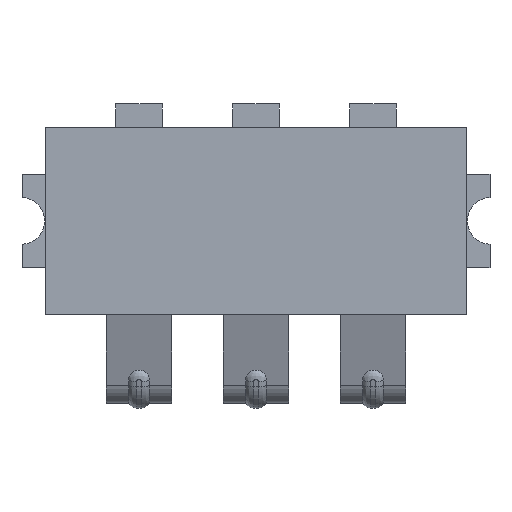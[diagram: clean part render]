
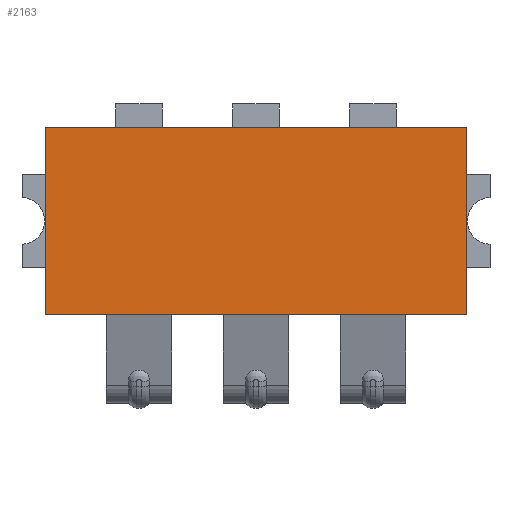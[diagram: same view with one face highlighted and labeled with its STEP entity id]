
A CAD part, front view. The second image highlights one B-rep face of the part: STEP entity #2163.
In plain terms, the highlighted planar face has unit normal (0, -1, 0).
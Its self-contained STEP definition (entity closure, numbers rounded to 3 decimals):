
#241 = CARTESIAN_POINT ( 'NONE',  ( 2.5, -3.8, 2. ) ) ;
#273 = VECTOR ( 'NONE', #2904, 1000. ) ;
#370 = ORIENTED_EDGE ( 'NONE', *, *, #3081, .F. ) ;
#686 = DIRECTION ( 'NONE',  ( 0., 0., 1. ) ) ;
#913 = CARTESIAN_POINT ( 'NONE',  ( 2.5, -3.8, 4. ) ) ;
#1204 = LINE ( 'NONE', #2286, #2634 ) ;
#1250 = VERTEX_POINT ( 'NONE', #2894 ) ;
#1704 = CARTESIAN_POINT ( 'NONE',  ( 2.5, -3.8, 0. ) ) ;
#1817 = ORIENTED_EDGE ( 'NONE', *, *, #4901, .F. ) ;
#1864 = DIRECTION ( 'NONE',  ( 0., 1., 0. ) ) ;
#1865 = LINE ( 'NONE', #2448, #6436 ) ;
#1956 = LINE ( 'NONE', #913, #4693 ) ;
#1992 = AXIS2_PLACEMENT_3D ( 'NONE', #241, #1864, #686 ) ;
#2024 = EDGE_LOOP ( 'NONE', ( #370, #4706, #1817, #2944 ) ) ;
#2163 = ADVANCED_FACE ( 'NONE', ( #2933 ), #4039, .F. ) ;
#2177 = VERTEX_POINT ( 'NONE', #3974 ) ;
#2286 = CARTESIAN_POINT ( 'NONE',  ( 7., -3.8, 2. ) ) ;
#2328 = VERTEX_POINT ( 'NONE', #7095 ) ;
#2448 = CARTESIAN_POINT ( 'NONE',  ( -2., -3.8, 2. ) ) ;
#2634 = VECTOR ( 'NONE', #3955, 1000. ) ;
#2894 = CARTESIAN_POINT ( 'NONE',  ( -2., -3.8, 4. ) ) ;
#2904 = DIRECTION ( 'NONE',  ( -1., 0., 0. ) ) ;
#2933 = FACE_OUTER_BOUND ( 'NONE', #2024, .T. ) ;
#2944 = ORIENTED_EDGE ( 'NONE', *, *, #4588, .F. ) ;
#3081 = EDGE_CURVE ( 'NONE', #5072, #2328, #5555, .T. ) ;
#3607 = DIRECTION ( 'NONE',  ( 0., 0., 1. ) ) ;
#3809 = CARTESIAN_POINT ( 'NONE',  ( 7., -3.8, 0. ) ) ;
#3955 = DIRECTION ( 'NONE',  ( 0., 0., -1. ) ) ;
#3974 = CARTESIAN_POINT ( 'NONE',  ( 7., -3.8, 4. ) ) ;
#4039 = PLANE ( 'NONE',  #1992 ) ;
#4588 = EDGE_CURVE ( 'NONE', #2328, #1250, #1865, .T. ) ;
#4693 = VECTOR ( 'NONE', #6399, 1000. ) ;
#4706 = ORIENTED_EDGE ( 'NONE', *, *, #7141, .F. ) ;
#4901 = EDGE_CURVE ( 'NONE', #1250, #2177, #1956, .T. ) ;
#5072 = VERTEX_POINT ( 'NONE', #3809 ) ;
#5555 = LINE ( 'NONE', #1704, #273 ) ;
#6399 = DIRECTION ( 'NONE',  ( 1., 0., 0. ) ) ;
#6436 = VECTOR ( 'NONE', #3607, 1000. ) ;
#7095 = CARTESIAN_POINT ( 'NONE',  ( -2., -3.8, 0. ) ) ;
#7141 = EDGE_CURVE ( 'NONE', #2177, #5072, #1204, .T. ) ;
